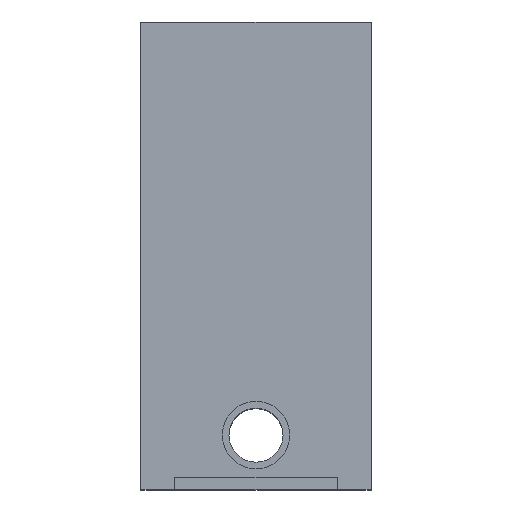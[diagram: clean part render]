
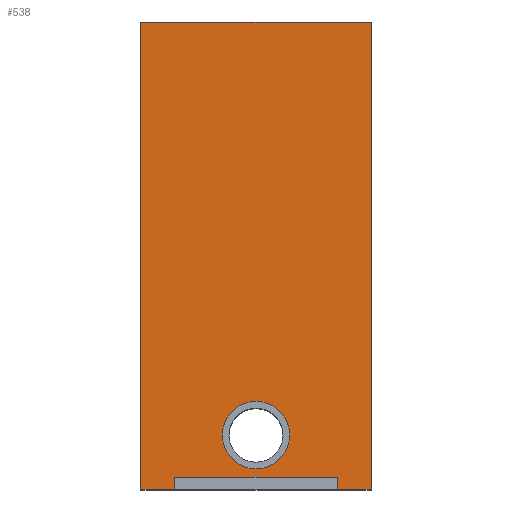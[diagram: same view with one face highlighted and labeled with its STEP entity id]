
A CAD part, top view. The second image highlights one B-rep face of the part: STEP entity #538.
In plain terms, the highlighted planar face has unit normal (0, 0, 1).
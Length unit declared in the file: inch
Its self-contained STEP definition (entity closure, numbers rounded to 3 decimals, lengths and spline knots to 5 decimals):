
#21=FACE_BOUND('',#97,.T.);
#35=PLANE('',#589);
#64=FACE_OUTER_BOUND('',#96,.T.);
#96=EDGE_LOOP('',(#417,#418,#419,#420,#421,#422,#423,#424));
#97=EDGE_LOOP('',(#425));
#128=LINE('',#778,#192);
#131=LINE('',#784,#195);
#134=LINE('',#790,#198);
#137=LINE('',#796,#201);
#140=LINE('',#802,#204);
#143=LINE('',#808,#207);
#146=LINE('',#814,#210);
#149=LINE('',#818,#213);
#192=VECTOR('',#631,0.3937);
#195=VECTOR('',#636,0.3937);
#198=VECTOR('',#641,0.3937);
#201=VECTOR('',#646,0.3937);
#204=VECTOR('',#651,0.3937);
#207=VECTOR('',#656,0.3937);
#210=VECTOR('',#661,0.3937);
#213=VECTOR('',#666,0.3937);
#253=CIRCLE('',#579,0.6225);
#261=VERTEX_POINT('',#766);
#265=VERTEX_POINT('',#775);
#266=VERTEX_POINT('',#777);
#268=VERTEX_POINT('',#783);
#270=VERTEX_POINT('',#789);
#272=VERTEX_POINT('',#795);
#274=VERTEX_POINT('',#801);
#276=VERTEX_POINT('',#807);
#278=VERTEX_POINT('',#813);
#309=EDGE_CURVE('',#261,#261,#253,.T.);
#314=EDGE_CURVE('',#266,#265,#128,.T.);
#317=EDGE_CURVE('',#268,#266,#131,.T.);
#320=EDGE_CURVE('',#270,#268,#134,.T.);
#323=EDGE_CURVE('',#272,#270,#137,.T.);
#326=EDGE_CURVE('',#274,#272,#140,.T.);
#329=EDGE_CURVE('',#276,#274,#143,.T.);
#332=EDGE_CURVE('',#278,#276,#146,.T.);
#335=EDGE_CURVE('',#265,#278,#149,.T.);
#417=ORIENTED_EDGE('',*,*,#335,.T.);
#418=ORIENTED_EDGE('',*,*,#332,.T.);
#419=ORIENTED_EDGE('',*,*,#329,.T.);
#420=ORIENTED_EDGE('',*,*,#326,.T.);
#421=ORIENTED_EDGE('',*,*,#323,.T.);
#422=ORIENTED_EDGE('',*,*,#320,.T.);
#423=ORIENTED_EDGE('',*,*,#317,.T.);
#424=ORIENTED_EDGE('',*,*,#314,.T.);
#425=ORIENTED_EDGE('',*,*,#309,.T.);
#538=ADVANCED_FACE('',(#64,#21),#35,.T.);
#579=AXIS2_PLACEMENT_3D('',#767,#622,#623);
#589=AXIS2_PLACEMENT_3D('',#819,#667,#668);
#622=DIRECTION('center_axis',(0.,0.,-1.));
#623=DIRECTION('ref_axis',(1.,0.,0.));
#631=DIRECTION('',(1.,0.,0.));
#636=DIRECTION('',(0.,1.,0.));
#641=DIRECTION('',(1.,0.,0.));
#646=DIRECTION('',(0.,-1.,0.));
#651=DIRECTION('',(-1.,0.,0.));
#656=DIRECTION('',(0.,1.,0.));
#661=DIRECTION('',(1.,0.,0.));
#666=DIRECTION('',(0.,-1.,0.));
#667=DIRECTION('center_axis',(0.,0.,1.));
#668=DIRECTION('ref_axis',(1.,0.,0.));
#766=CARTESIAN_POINT('',(1.5025,1.,0.17));
#767=CARTESIAN_POINT('Origin',(2.125,1.,0.17));
#775=CARTESIAN_POINT('',(3.625,0.225,0.17));
#777=CARTESIAN_POINT('',(0.625,0.225,0.17));
#778=CARTESIAN_POINT('',(0.625,0.225,0.17));
#783=CARTESIAN_POINT('',(0.625,0.,0.17));
#784=CARTESIAN_POINT('',(0.625,0.,0.17));
#789=CARTESIAN_POINT('',(0.,0.,0.17));
#790=CARTESIAN_POINT('',(0.,0.,0.17));
#795=CARTESIAN_POINT('',(0.,8.625,0.17));
#796=CARTESIAN_POINT('',(0.,8.625,0.17));
#801=CARTESIAN_POINT('',(4.25,8.625,0.17));
#802=CARTESIAN_POINT('',(4.25,8.625,0.17));
#807=CARTESIAN_POINT('',(4.25,0.,0.17));
#808=CARTESIAN_POINT('',(4.25,0.,0.17));
#813=CARTESIAN_POINT('',(3.625,0.,0.17));
#814=CARTESIAN_POINT('',(0.,0.,0.17));
#818=CARTESIAN_POINT('',(3.625,0.225,0.17));
#819=CARTESIAN_POINT('Origin',(2.125,4.3125,0.17));
